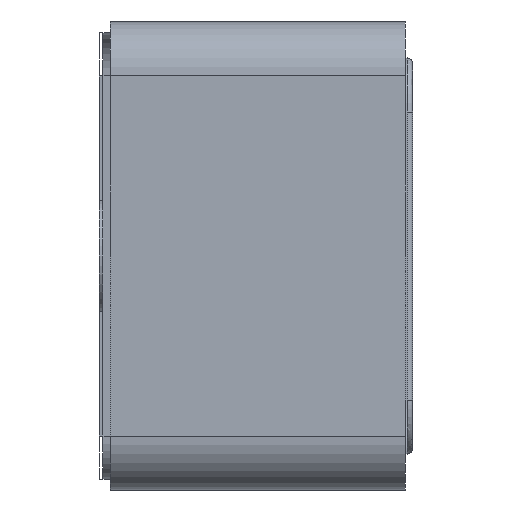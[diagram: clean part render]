
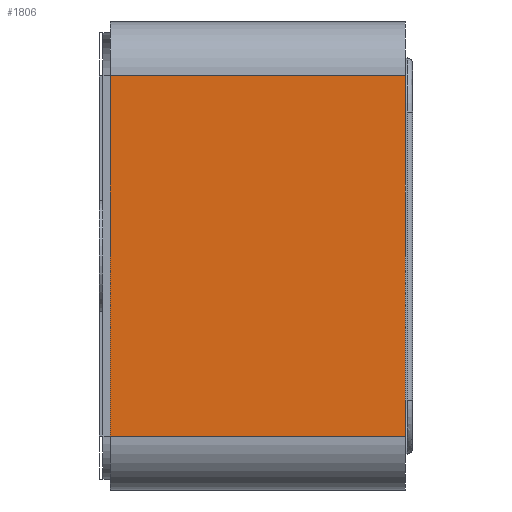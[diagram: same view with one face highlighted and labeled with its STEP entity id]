
A CAD part, left-side view. The second image highlights one B-rep face of the part: STEP entity #1806.
In plain terms, the highlighted planar face has unit normal (-1, 0, 0).
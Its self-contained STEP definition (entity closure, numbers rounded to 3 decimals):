
#12 = EDGE_CURVE ( 'NONE', #2797, #3096, #3255, .T. ) ;
#31 = LINE ( 'NONE', #124, #1637 ) ;
#100 = PLANE ( 'NONE',  #1249 ) ;
#122 = LINE ( 'NONE', #1581, #337 ) ;
#124 = CARTESIAN_POINT ( 'NONE',  ( -12., -0.3, 295. ) ) ;
#337 = VECTOR ( 'NONE', #3532, 1000. ) ;
#376 = VERTEX_POINT ( 'NONE', #2752 ) ;
#403 = DIRECTION ( 'NONE',  ( 0., 0., 1. ) ) ;
#453 = ORIENTED_EDGE ( 'NONE', *, *, #3106, .T. ) ;
#466 = CARTESIAN_POINT ( 'NONE',  ( -12., -0.3, 305. ) ) ;
#545 = LINE ( 'NONE', #3476, #3438 ) ;
#653 = CARTESIAN_POINT ( 'NONE',  ( -12., -8.5, 305. ) ) ;
#1249 = AXIS2_PLACEMENT_3D ( 'NONE', #1778, #2334, #1453 ) ;
#1250 = CARTESIAN_POINT ( 'NONE',  ( -12., -8.5, 295. ) ) ;
#1453 = DIRECTION ( 'NONE',  ( 0., 0., 1. ) ) ;
#1566 = CARTESIAN_POINT ( 'NONE',  ( -12., -35.145, 305. ) ) ;
#1581 = CARTESIAN_POINT ( 'NONE',  ( -12., -8.5, 300. ) ) ;
#1637 = VECTOR ( 'NONE', #403, 1000. ) ;
#1778 = CARTESIAN_POINT ( 'NONE',  ( -12., -35.145, 295. ) ) ;
#1806 = ADVANCED_FACE ( 'NONE', ( #3179 ), #100, .T. ) ;
#1861 = ORIENTED_EDGE ( 'NONE', *, *, #12, .T. ) ;
#1864 = DIRECTION ( 'NONE',  ( 0., 1., 0. ) ) ;
#1895 = VECTOR ( 'NONE', #1864, 1000. ) ;
#1900 = ORIENTED_EDGE ( 'NONE', *, *, #2018, .F. ) ;
#2018 = EDGE_CURVE ( 'NONE', #2048, #376, #545, .T. ) ;
#2048 = VERTEX_POINT ( 'NONE', #1250 ) ;
#2334 = DIRECTION ( 'NONE',  ( -1., 0., 0. ) ) ;
#2451 = ORIENTED_EDGE ( 'NONE', *, *, #2937, .F. ) ;
#2490 = DIRECTION ( 'NONE',  ( 0., 1., 0. ) ) ;
#2752 = CARTESIAN_POINT ( 'NONE',  ( -12., -0.3, 295. ) ) ;
#2797 = VERTEX_POINT ( 'NONE', #653 ) ;
#2827 = EDGE_LOOP ( 'NONE', ( #1900, #453, #1861, #2451 ) ) ;
#2937 = EDGE_CURVE ( 'NONE', #376, #3096, #31, .T. ) ;
#3096 = VERTEX_POINT ( 'NONE', #466 ) ;
#3106 = EDGE_CURVE ( 'NONE', #2048, #2797, #122, .T. ) ;
#3179 = FACE_OUTER_BOUND ( 'NONE', #2827, .T. ) ;
#3255 = LINE ( 'NONE', #1566, #1895 ) ;
#3438 = VECTOR ( 'NONE', #2490, 1000. ) ;
#3476 = CARTESIAN_POINT ( 'NONE',  ( -12., -35.145, 295. ) ) ;
#3532 = DIRECTION ( 'NONE',  ( 0., 0., 1. ) ) ;
